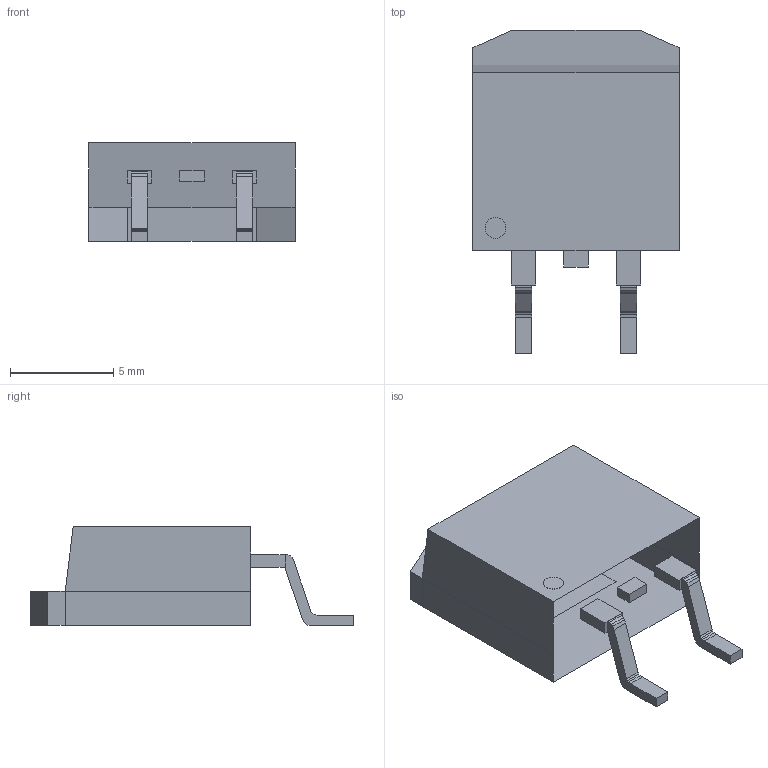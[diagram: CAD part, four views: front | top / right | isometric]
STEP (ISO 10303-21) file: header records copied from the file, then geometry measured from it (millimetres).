
FILE_DESCRIPTION(('Open CASCADE Model'),'2;1');
FILE_NAME('Open CASCADE Shape Model','2010-04-23T12:48:56',('Author'),( 'Open CASCADE'),'Open CASCADE STEP processor 6.3','Open CASCADE 6.3' ,'Unknown');
FILE_SCHEMA(('AUTOMOTIVE_DESIGN_CC2 { 1 2 10303 214 -1 1 5 4 }'));
Length unit declared in the file: millimetre
Products named in the file (7): Open CASCADE STEP translator 6.3 2; Open CASCADE STEP translator 6.3 2.1; Open CASCADE STEP translator 6.3 2.1.1; Open CASCADE STEP translator 6.3 2.1.2; Open CASCADE STEP translator 6.3 2.1.3; Open CASCADE STEP translator 6.3 2.1.4; Open CASCADE STEP translator 6.3 2.1.5
Assembly tree (6 placements, depth 3):
  Open CASCADE STEP translator 6.3 2
    Open CASCADE STEP translator 6.3 2.1
      Open CASCADE STEP translator 6.3 2.1.1
      Open CASCADE STEP translator 6.3 2.1.2
      Open CASCADE STEP translator 6.3 2.1.3
      Open CASCADE STEP translator 6.3 2.1.4
      Open CASCADE STEP translator 6.3 2.1.5
Bounding box: 10 x 15.67 x 4.8 mm (x, y, z)
Volume: 7.3 mm3; surface area: 391 mm2
Topology: 4 solids, 5 shells, 75 faces, 200 edges, 135 vertices
Faces by surface type: plane 74, cylinder 1
Full cylindrical faces by diameter (mm): 1 x1
Entity records: 4891 total; most frequent: CARTESIAN_POINT 838, DIRECTION 721, LINE 551, VECTOR 551, ORIENTED_EDGE 388, PCURVE 388, DEFINITIONAL_REPRESENTATION 388, EDGE_CURVE 200
